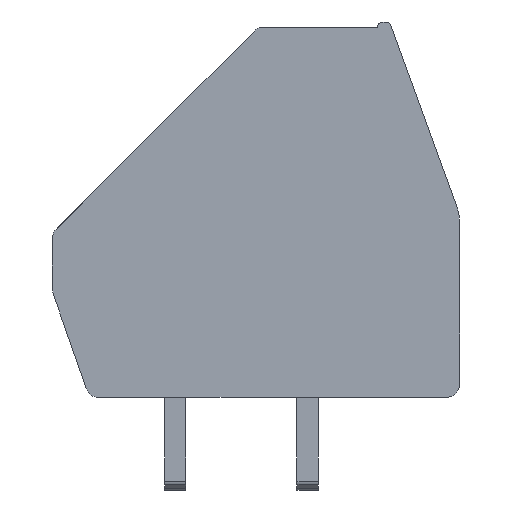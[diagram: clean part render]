
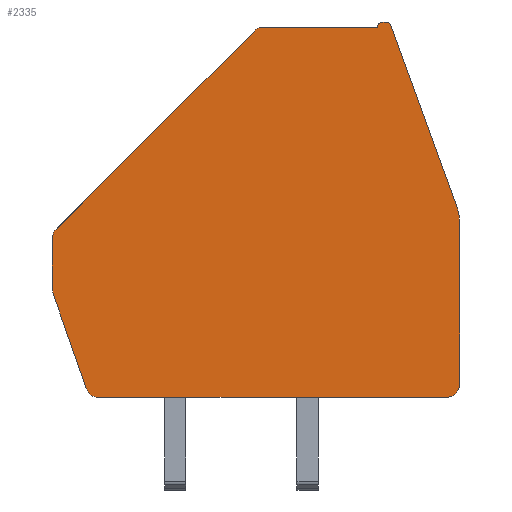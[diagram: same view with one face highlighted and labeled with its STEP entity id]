
A CAD part, front view. The second image highlights one B-rep face of the part: STEP entity #2335.
In plain terms, the highlighted planar face has unit normal (0, -1, 0).
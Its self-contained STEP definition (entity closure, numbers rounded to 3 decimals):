
#117=LINE('',#3471,#261);
#120=LINE('',#3479,#264);
#123=LINE('',#3487,#267);
#127=LINE('',#3497,#271);
#129=LINE('',#3503,#273);
#132=LINE('',#3511,#276);
#135=LINE('',#3519,#279);
#138=LINE('',#3527,#282);
#261=VECTOR('',#2800,1000.);
#264=VECTOR('',#2809,1000.);
#267=VECTOR('',#2818,1000.);
#271=VECTOR('',#2828,1000.);
#273=VECTOR('',#2836,1000.);
#276=VECTOR('',#2845,1000.);
#279=VECTOR('',#2854,1000.);
#282=VECTOR('',#2863,1000.);
#850=ORIENTED_EDGE('',*,*,#1028,.T.);
#851=ORIENTED_EDGE('',*,*,#1026,.T.);
#852=ORIENTED_EDGE('',*,*,#1024,.T.);
#853=ORIENTED_EDGE('',*,*,#1022,.T.);
#854=ORIENTED_EDGE('',*,*,#1020,.T.);
#855=ORIENTED_EDGE('',*,*,#1018,.T.);
#856=ORIENTED_EDGE('',*,*,#1048,.F.);
#857=ORIENTED_EDGE('',*,*,#1046,.T.);
#858=ORIENTED_EDGE('',*,*,#1044,.F.);
#859=ORIENTED_EDGE('',*,*,#1043,.F.);
#860=ORIENTED_EDGE('',*,*,#1040,.F.);
#861=ORIENTED_EDGE('',*,*,#1038,.T.);
#862=ORIENTED_EDGE('',*,*,#1036,.T.);
#863=ORIENTED_EDGE('',*,*,#1034,.T.);
#864=ORIENTED_EDGE('',*,*,#1033,.F.);
#865=ORIENTED_EDGE('',*,*,#1030,.T.);
#1018=EDGE_CURVE('',#1218,#1217,#1322,.F.);
#1020=EDGE_CURVE('',#1219,#1218,#117,.T.);
#1022=EDGE_CURVE('',#1220,#1219,#1323,.F.);
#1024=EDGE_CURVE('',#1221,#1220,#120,.T.);
#1026=EDGE_CURVE('',#1222,#1221,#1324,.F.);
#1028=EDGE_CURVE('',#1223,#1222,#123,.T.);
#1030=EDGE_CURVE('',#1224,#1223,#1325,.F.);
#1033=EDGE_CURVE('',#1224,#1225,#127,.T.);
#1034=EDGE_CURVE('',#1226,#1225,#1326,.T.);
#1036=EDGE_CURVE('',#1227,#1226,#129,.T.);
#1038=EDGE_CURVE('',#1228,#1227,#1327,.F.);
#1040=EDGE_CURVE('',#1228,#1229,#132,.T.);
#1043=EDGE_CURVE('',#1229,#1230,#1328,.F.);
#1044=EDGE_CURVE('',#1230,#1231,#135,.T.);
#1046=EDGE_CURVE('',#1232,#1231,#1329,.F.);
#1048=EDGE_CURVE('',#1232,#1217,#138,.T.);
#1217=VERTEX_POINT('',#3466);
#1218=VERTEX_POINT('',#3468);
#1219=VERTEX_POINT('',#3472);
#1220=VERTEX_POINT('',#3476);
#1221=VERTEX_POINT('',#3480);
#1222=VERTEX_POINT('',#3484);
#1223=VERTEX_POINT('',#3488);
#1224=VERTEX_POINT('',#3492);
#1225=VERTEX_POINT('',#3496);
#1226=VERTEX_POINT('',#3500);
#1227=VERTEX_POINT('',#3504);
#1228=VERTEX_POINT('',#3508);
#1229=VERTEX_POINT('',#3512);
#1230=VERTEX_POINT('',#3516);
#1231=VERTEX_POINT('',#3520);
#1232=VERTEX_POINT('',#3524);
#1322=CIRCLE('',#2445,0.5);
#1323=CIRCLE('',#2448,0.5);
#1324=CIRCLE('',#2451,0.5);
#1325=CIRCLE('',#2454,0.5);
#1326=CIRCLE('',#2457,0.2);
#1327=CIRCLE('',#2460,0.2);
#1328=CIRCLE('',#2463,1.5);
#1329=CIRCLE('',#2466,0.5);
#1448=EDGE_LOOP('',(#850,#851,#852,#853,#854,#855,#856,#857,#858,#859,#860,
#861,#862,#863,#864,#865));
#1551=FACE_BOUND('',#1448,.T.);
#1597=PLANE('',#2507);
#2335=ADVANCED_FACE('',(#1551),#1597,.F.);
#2445=AXIS2_PLACEMENT_3D('',#3467,#2795,#2796);
#2448=AXIS2_PLACEMENT_3D('',#3475,#2804,#2805);
#2451=AXIS2_PLACEMENT_3D('',#3483,#2813,#2814);
#2454=AXIS2_PLACEMENT_3D('',#3491,#2822,#2823);
#2457=AXIS2_PLACEMENT_3D('',#3499,#2831,#2832);
#2460=AXIS2_PLACEMENT_3D('',#3507,#2840,#2841);
#2463=AXIS2_PLACEMENT_3D('',#3517,#2850,#2851);
#2466=AXIS2_PLACEMENT_3D('',#3523,#2858,#2859);
#2507=AXIS2_PLACEMENT_3D('',#3651,#2986,#2987);
#2795=DIRECTION('',(0.,1.,0.));
#2796=DIRECTION('',(0.,0.,1.));
#2800=DIRECTION('',(0.33,0.,-0.944));
#2804=DIRECTION('',(0.,1.,0.));
#2805=DIRECTION('',(0.,0.,1.));
#2809=DIRECTION('',(0.,0.,-1.));
#2813=DIRECTION('',(0.,1.,0.));
#2814=DIRECTION('',(0.,0.,1.));
#2818=DIRECTION('',(-0.707,0.,-0.707));
#2822=DIRECTION('',(0.,1.,0.));
#2823=DIRECTION('',(0.,0.,1.));
#2828=DIRECTION('',(1.,0.,0.));
#2831=DIRECTION('',(0.,-1.,0.));
#2832=DIRECTION('',(1.,0.,0.));
#2836=DIRECTION('',(-1.,0.,0.));
#2840=DIRECTION('',(0.,1.,0.));
#2841=DIRECTION('',(0.,0.,1.));
#2845=DIRECTION('',(0.342,0.,-0.94));
#2850=DIRECTION('',(0.,-1.,0.));
#2851=DIRECTION('',(0.,0.,-1.));
#2854=DIRECTION('',(0.,0.,-1.));
#2858=DIRECTION('',(0.,1.,0.));
#2859=DIRECTION('',(0.,0.,1.));
#2863=DIRECTION('',(-1.,0.,0.));
#2986=DIRECTION('',(0.,1.,0.));
#2987=DIRECTION('',(0.,0.,1.));
#3466=CARTESIAN_POINT('',(14.205,-2.26,3.75));
#3467=CARTESIAN_POINT('',(14.205,-2.26,4.25));
#3468=CARTESIAN_POINT('',(13.733,-2.26,4.085));
#3471=CARTESIAN_POINT('',(12.45,-2.26,7.75));
#3472=CARTESIAN_POINT('',(12.478,-2.26,7.67));
#3475=CARTESIAN_POINT('',(12.95,-2.26,7.835));
#3476=CARTESIAN_POINT('',(12.45,-2.26,7.835));
#3479=CARTESIAN_POINT('',(12.45,-2.26,9.97));
#3480=CARTESIAN_POINT('',(12.45,-2.26,9.763));
#3483=CARTESIAN_POINT('',(12.95,-2.26,9.763));
#3484=CARTESIAN_POINT('',(12.596,-2.26,10.117));
#3487=CARTESIAN_POINT('',(20.23,-2.26,17.75));
#3488=CARTESIAN_POINT('',(20.083,-2.26,17.604));
#3491=CARTESIAN_POINT('',(20.437,-2.26,17.25));
#3492=CARTESIAN_POINT('',(20.437,-2.26,17.75));
#3496=CARTESIAN_POINT('',(24.75,-2.26,17.75));
#3497=CARTESIAN_POINT('',(19.6,-2.26,17.75));
#3499=CARTESIAN_POINT('',(24.95,-2.26,17.75));
#3500=CARTESIAN_POINT('',(24.95,-2.26,17.95));
#3503=CARTESIAN_POINT('',(25.061,-2.26,17.95));
#3504=CARTESIAN_POINT('',(25.062,-2.26,17.95));
#3507=CARTESIAN_POINT('',(25.062,-2.26,17.75));
#3508=CARTESIAN_POINT('',(25.25,-2.26,17.818));
#3511=CARTESIAN_POINT('',(30.315,-2.26,3.9));
#3512=CARTESIAN_POINT('',(27.76,-2.26,10.922));
#3516=CARTESIAN_POINT('',(27.85,-2.26,10.409));
#3517=CARTESIAN_POINT('',(26.35,-2.26,10.409));
#3519=CARTESIAN_POINT('',(27.85,-2.26,3.75));
#3520=CARTESIAN_POINT('',(27.85,-2.26,4.25));
#3523=CARTESIAN_POINT('',(27.35,-2.26,4.25));
#3524=CARTESIAN_POINT('',(27.35,-2.26,3.75));
#3527=CARTESIAN_POINT('',(29.6,-2.26,3.75));
#3651=CARTESIAN_POINT('',(19.6,-2.26,0.));
